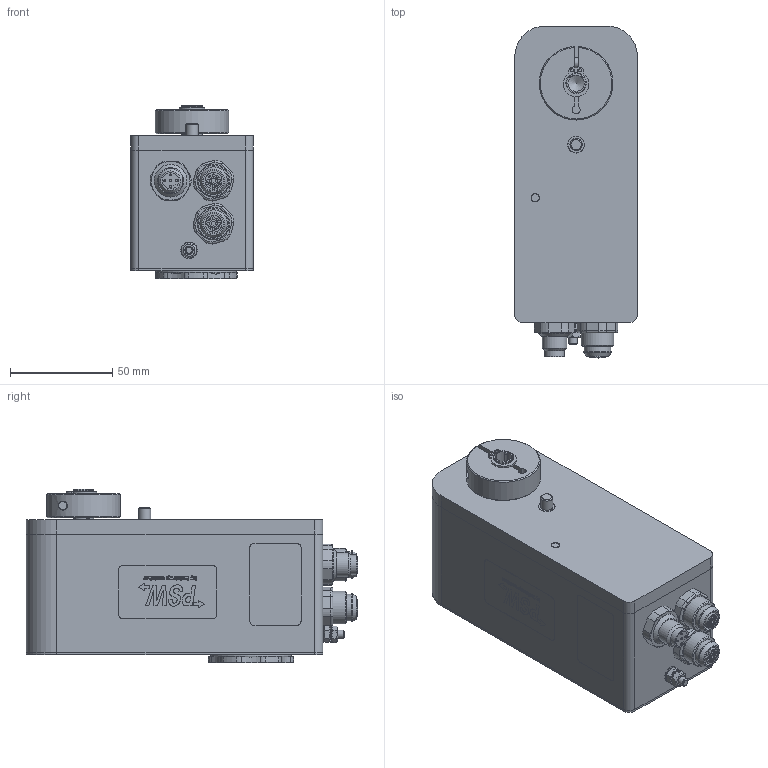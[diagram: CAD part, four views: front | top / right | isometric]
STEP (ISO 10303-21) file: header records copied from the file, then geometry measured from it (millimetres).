
FILE_DESCRIPTION(/* description */ ('Grundgestell PSW30x-8'),/* implementation_level */ '2;1');
FILE_NAME(/* name */ 'PSW30x-8-Hohlwelle.stp',/* time_stamp */ '2015-08-25T14:25:34+02:00',/* author */ ('nwolf'),/* organization */ (''),/* preprocessor_version */ 'ST-DEVELOPER v15.6',/* originating_system */ 'Autodesk Inventor 2015',/* authorisation */ '');
FILE_SCHEMA (('AUTOMOTIVE_DESIGN { 1 0 10303 214 3 1 1 }'));
Products named in the file (34): 1020.006433M; DIN 625 SKF - SKF 61800-2RS1; DIN 625 SKF - SKF 624; DIN 625 SKF - SKF 623; 1190.000694M; 1230.007914M; ENG-002749; 1110.003074MA; 9010.020803M; 1200.008284M; 1290.003984M; 2000.004009M; 2660.000239M; ENG-003751; ENG-003943; 1010.003813M; 1190.000709M; 1010.003823M; 1510.000849M; 1290.003944M; DIN 6797 - A 4,3; DIN 934 - M4 x 0,7; 3030.005899M; ENG-000175; ENG-001150; ENG-001218; ENG-002844; ENG-003086; 1020.006303M; 7005.001814M; 7005.002054M; 7000.000654MB; 1450.001239M; 7300.012633M
Assembly tree (41 placements, depth 4):
  7300.012633M
    ENG-003943
      9010.020803M
        1020.006433M
        DIN 625 SKF - SKF 61800-2RS1
        DIN 625 SKF - SKF 624  x2
        DIN 625 SKF - SKF 623
        1190.000694M
        1230.007914M
        ENG-002749
        1110.003074MA  x5
      1200.008284M
      1290.003984M
      2000.004009M
      2660.000239M
      ENG-003751
    1010.003823M
      1010.003813M
      1190.000709M
    1510.000849M
    1290.003944M
    DIN 6797 - A 4,3  x2
    DIN 934 - M4 x 0,7  x2
    3030.005899M  x2
    ENG-002844
      ENG-000175
      ENG-001150
      ENG-001218
    ENG-003086
    1020.006303M
    7005.001814M
    7005.002054M
    7000.000654MB
    1450.001239M
Bounding box: 60.3 x 162.25 x 85 mm (x, y, z)
Volume: 158292.3 mm3; surface area: 123850.2 mm2
Topology: 41 solids, 41 shells, 2006 faces, 5167 edges, 3408 vertices
Faces by surface type: plane 1241, cylinder 447, bspline 138, torus 90, cone 67, sphere 23
Full cylindrical faces by diameter (mm): 0.8 x1, 1 x5, 1.2 x1, 1.3 x4, 1.5 x10, 1.8 x1, 2 x2, 2.3 x1, 2.459 x10, 2.621 x1, 3 x6, 3.1 x5, 3.242 x2, 4 x10, 4.1 x1, 4.3 x2, 4.459 x1, 4.5 x1, 4.619 x1, 4.87 x2, 5 x1, 5.24 x2, 5.5 x1, 5.8 x1, 5.9 x1, 5.96 x1, 6 x7, 6.88 x4, 7.76 x2, 8 x3
Entity records: 56637 total; most frequent: CARTESIAN_POINT 14095, ORIENTED_EDGE 8630, DIRECTION 8213, EDGE_CURVE 4308, VERTEX_POINT 2938, LINE 2805, VECTOR 2805, AXIS2_PLACEMENT_3D 2704
